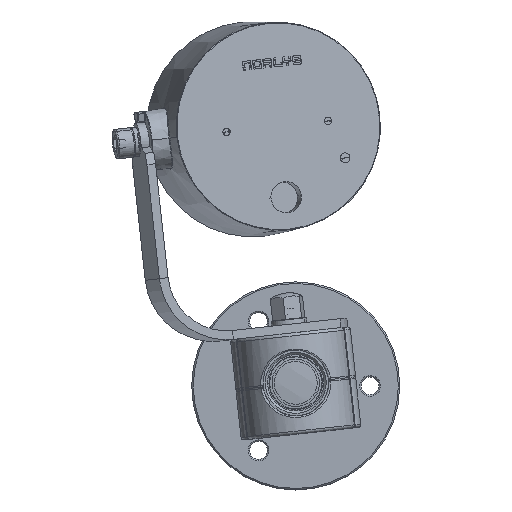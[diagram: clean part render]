
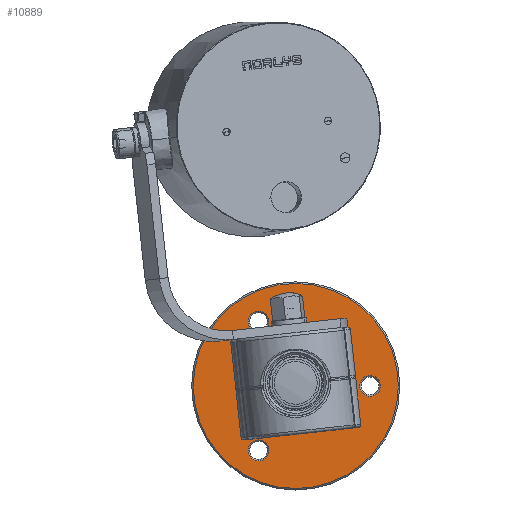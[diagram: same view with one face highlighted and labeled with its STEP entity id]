
A CAD part, top view. The second image highlights one B-rep face of the part: STEP entity #10889.
In plain terms, the highlighted planar face has unit normal (0, 0, 1).
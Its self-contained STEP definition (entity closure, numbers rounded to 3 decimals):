
#245 = EDGE_LOOP ( 'NONE', ( #15149, #4089 ) ) ;
#300 = DIRECTION ( 'NONE',  ( 1., 0., 0. ) ) ;
#1600 = CARTESIAN_POINT ( 'NONE',  ( -12.5, -21.651, 8. ) ) ;
#1747 = CARTESIAN_POINT ( 'NONE',  ( 28.5, 0., 8. ) ) ;
#1953 = DIRECTION ( 'NONE',  ( 0., 0., -1. ) ) ;
#2125 = FACE_BOUND ( 'NONE', #8878, .T. ) ;
#2341 = EDGE_CURVE ( 'NONE', #17203, #11259, #7472, .T. ) ;
#2455 = CARTESIAN_POINT ( 'NONE',  ( -12.5, 21.651, 8. ) ) ;
#2842 = EDGE_CURVE ( 'NONE', #13563, #16808, #10268, .T. ) ;
#2865 = VERTEX_POINT ( 'NONE', #17376 ) ;
#2920 = CARTESIAN_POINT ( 'NONE',  ( 0., 0., 8. ) ) ;
#3329 = ORIENTED_EDGE ( 'NONE', *, *, #7232, .T. ) ;
#3333 = CARTESIAN_POINT ( 'NONE',  ( 0., 0., 8. ) ) ;
#3492 = AXIS2_PLACEMENT_3D ( 'NONE', #12202, #10657, #7379 ) ;
#3616 = ORIENTED_EDGE ( 'NONE', *, *, #14019, .T. ) ;
#3749 = DIRECTION ( 'NONE',  ( 1., 0., 0. ) ) ;
#3764 = CARTESIAN_POINT ( 'NONE',  ( 0., 0., 8. ) ) ;
#3834 = AXIS2_PLACEMENT_3D ( 'NONE', #3764, #8198, #7923 ) ;
#4089 = ORIENTED_EDGE ( 'NONE', *, *, #16488, .T. ) ;
#4218 = EDGE_CURVE ( 'NONE', #9104, #7907, #6579, .T. ) ;
#4461 = DIRECTION ( 'NONE',  ( 1., 0., 0. ) ) ;
#4499 = DIRECTION ( 'NONE',  ( 1., 0., 0. ) ) ;
#4541 = EDGE_LOOP ( 'NONE', ( #5942, #7207 ) ) ;
#4556 = CARTESIAN_POINT ( 'NONE',  ( 25., 0., 8. ) ) ;
#4941 = DIRECTION ( 'NONE',  ( 1., 0., 0. ) ) ;
#5727 = DIRECTION ( 'NONE',  ( 1., 0., 0. ) ) ;
#5942 = ORIENTED_EDGE ( 'NONE', *, *, #2842, .T. ) ;
#6312 = DIRECTION ( 'NONE',  ( 0., 0., -1. ) ) ;
#6457 = CARTESIAN_POINT ( 'NONE',  ( 0., 0., 8. ) ) ;
#6579 = CIRCLE ( 'NONE', #11507, 34.5 ) ;
#6643 = FACE_BOUND ( 'NONE', #4541, .T. ) ;
#7207 = ORIENTED_EDGE ( 'NONE', *, *, #8403, .T. ) ;
#7232 = EDGE_CURVE ( 'NONE', #11852, #2865, #9047, .T. ) ;
#7379 = DIRECTION ( 'NONE',  ( 1., 0., 0. ) ) ;
#7472 = CIRCLE ( 'NONE', #13026, 11.5 ) ;
#7700 = CARTESIAN_POINT ( 'NONE',  ( 11.5, 0., 8. ) ) ;
#7736 = CARTESIAN_POINT ( 'NONE',  ( 21.5, 0., 8. ) ) ;
#7907 = VERTEX_POINT ( 'NONE', #16913 ) ;
#7923 = DIRECTION ( 'NONE',  ( 1., 0., 0. ) ) ;
#7947 = EDGE_CURVE ( 'NONE', #7907, #9104, #14944, .T. ) ;
#8006 = EDGE_CURVE ( 'NONE', #11259, #17203, #11234, .T. ) ;
#8130 = CIRCLE ( 'NONE', #18956, 3.5 ) ;
#8142 = DIRECTION ( 'NONE',  ( 0., 0., -1. ) ) ;
#8198 = DIRECTION ( 'NONE',  ( 0., 0., 1. ) ) ;
#8284 = CARTESIAN_POINT ( 'NONE',  ( -12.5, -21.651, 8. ) ) ;
#8403 = EDGE_CURVE ( 'NONE', #16808, #13563, #16483, .T. ) ;
#8878 = EDGE_LOOP ( 'NONE', ( #3329, #3616 ) ) ;
#9047 = CIRCLE ( 'NONE', #3492, 3.5 ) ;
#9104 = VERTEX_POINT ( 'NONE', #16916 ) ;
#9346 = VERTEX_POINT ( 'NONE', #1747 ) ;
#9546 = DIRECTION ( 'NONE',  ( 0., 0., 1. ) ) ;
#9634 = FACE_OUTER_BOUND ( 'NONE', #11828, .T. ) ;
#10268 = CIRCLE ( 'NONE', #10882, 3.5 ) ;
#10354 = CIRCLE ( 'NONE', #12824, 3.5 ) ;
#10422 = CARTESIAN_POINT ( 'NONE',  ( 0., 0., 8. ) ) ;
#10657 = DIRECTION ( 'NONE',  ( 0., 0., -1. ) ) ;
#10882 = AXIS2_PLACEMENT_3D ( 'NONE', #8284, #11374, #11564 ) ;
#10889 = ADVANCED_FACE ( 'NONE', ( #16897, #2125, #6643, #12545, #9634 ), #13985, .T. ) ;
#11091 = ORIENTED_EDGE ( 'NONE', *, *, #8006, .T. ) ;
#11234 = CIRCLE ( 'NONE', #18656, 11.5 ) ;
#11259 = VERTEX_POINT ( 'NONE', #7700 ) ;
#11374 = DIRECTION ( 'NONE',  ( 0., 0., -1. ) ) ;
#11507 = AXIS2_PLACEMENT_3D ( 'NONE', #3333, #13373, #4499 ) ;
#11537 = CARTESIAN_POINT ( 'NONE',  ( -9., -21.651, 8. ) ) ;
#11564 = DIRECTION ( 'NONE',  ( 1., 0., 0. ) ) ;
#11828 = EDGE_LOOP ( 'NONE', ( #12311, #13672 ) ) ;
#11852 = VERTEX_POINT ( 'NONE', #13558 ) ;
#12202 = CARTESIAN_POINT ( 'NONE',  ( -12.5, 21.651, 8. ) ) ;
#12305 = DIRECTION ( 'NONE',  ( 1., 0., 0. ) ) ;
#12311 = ORIENTED_EDGE ( 'NONE', *, *, #7947, .T. ) ;
#12545 = FACE_BOUND ( 'NONE', #245, .T. ) ;
#12549 = CARTESIAN_POINT ( 'NONE',  ( -16., -21.651, 8. ) ) ;
#12641 = CIRCLE ( 'NONE', #16959, 3.5 ) ;
#12824 = AXIS2_PLACEMENT_3D ( 'NONE', #4556, #13243, #4461 ) ;
#12951 = EDGE_CURVE ( 'NONE', #9346, #14282, #8130, .T. ) ;
#13026 = AXIS2_PLACEMENT_3D ( 'NONE', #2920, #8142, #16945 ) ;
#13243 = DIRECTION ( 'NONE',  ( 0., 0., -1. ) ) ;
#13322 = DIRECTION ( 'NONE',  ( 0., 0., -1. ) ) ;
#13373 = DIRECTION ( 'NONE',  ( 0., 0., 1. ) ) ;
#13466 = ORIENTED_EDGE ( 'NONE', *, *, #2341, .T. ) ;
#13558 = CARTESIAN_POINT ( 'NONE',  ( -9., 21.651, 8. ) ) ;
#13563 = VERTEX_POINT ( 'NONE', #11537 ) ;
#13672 = ORIENTED_EDGE ( 'NONE', *, *, #4218, .T. ) ;
#13985 = PLANE ( 'NONE',  #17482 ) ;
#14019 = EDGE_CURVE ( 'NONE', #2865, #11852, #12641, .T. ) ;
#14282 = VERTEX_POINT ( 'NONE', #7736 ) ;
#14944 = CIRCLE ( 'NONE', #3834, 34.5 ) ;
#15149 = ORIENTED_EDGE ( 'NONE', *, *, #12951, .T. ) ;
#15178 = CARTESIAN_POINT ( 'NONE',  ( 25., 0., 8. ) ) ;
#16483 = CIRCLE ( 'NONE', #18966, 3.5 ) ;
#16488 = EDGE_CURVE ( 'NONE', #14282, #9346, #10354, .T. ) ;
#16808 = VERTEX_POINT ( 'NONE', #12549 ) ;
#16897 = FACE_BOUND ( 'NONE', #18026, .T. ) ;
#16913 = CARTESIAN_POINT ( 'NONE',  ( -34.5, 0., 8. ) ) ;
#16916 = CARTESIAN_POINT ( 'NONE',  ( 34.5, 0., 8. ) ) ;
#16945 = DIRECTION ( 'NONE',  ( 1., 0., 0. ) ) ;
#16959 = AXIS2_PLACEMENT_3D ( 'NONE', #2455, #18977, #5727 ) ;
#17203 = VERTEX_POINT ( 'NONE', #18149 ) ;
#17376 = CARTESIAN_POINT ( 'NONE',  ( -16., 21.651, 8. ) ) ;
#17482 = AXIS2_PLACEMENT_3D ( 'NONE', #6457, #9546, #3749 ) ;
#18026 = EDGE_LOOP ( 'NONE', ( #11091, #13466 ) ) ;
#18149 = CARTESIAN_POINT ( 'NONE',  ( -11.5, 0., 8. ) ) ;
#18656 = AXIS2_PLACEMENT_3D ( 'NONE', #10422, #13322, #300 ) ;
#18956 = AXIS2_PLACEMENT_3D ( 'NONE', #15178, #1953, #4941 ) ;
#18966 = AXIS2_PLACEMENT_3D ( 'NONE', #1600, #6312, #12305 ) ;
#18977 = DIRECTION ( 'NONE',  ( 0., 0., -1. ) ) ;
